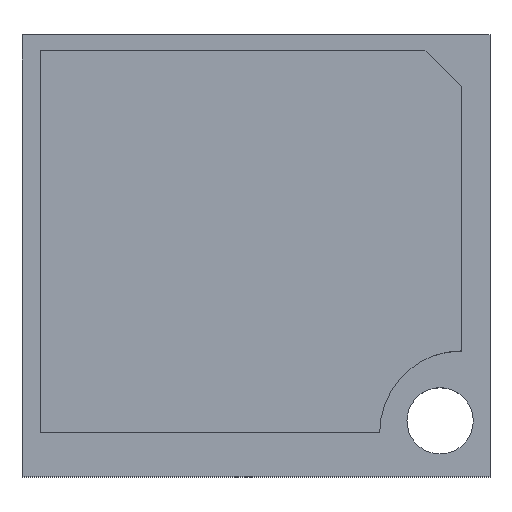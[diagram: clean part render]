
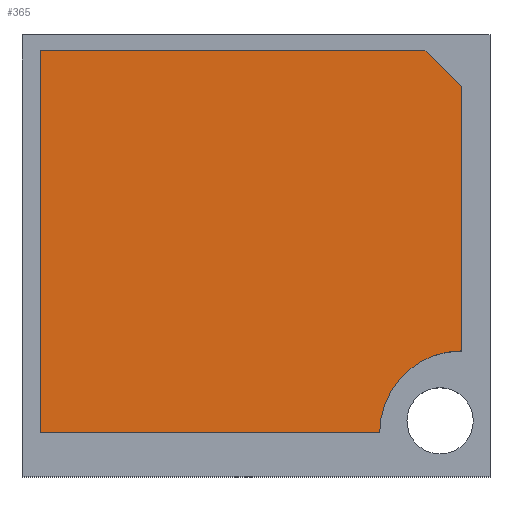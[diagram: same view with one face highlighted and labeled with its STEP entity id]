
A CAD part, top view. The second image highlights one B-rep face of the part: STEP entity #365.
In plain terms, the highlighted planar face has unit normal (0, 0, 1).
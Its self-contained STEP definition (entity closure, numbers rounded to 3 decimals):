
#5 = CARTESIAN_POINT ( 'NONE',  ( 15.5, 16.4, 5.5 ) ) ;
#8 = VECTOR ( 'NONE', #213, 1000. ) ;
#18 = CARTESIAN_POINT ( 'NONE',  ( 16.9, 15., 5.5 ) ) ;
#19 = DIRECTION ( 'NONE',  ( 0., -1., 0. ) ) ;
#23 = VERTEX_POINT ( 'NONE', #455 ) ;
#31 = CARTESIAN_POINT ( 'NONE',  ( 0.7, 1.7, 5.5 ) ) ;
#32 = AXIS2_PLACEMENT_3D ( 'NONE', #399, #283, #43 ) ;
#36 = EDGE_CURVE ( 'NONE', #453, #412, #363, .T. ) ;
#43 = DIRECTION ( 'NONE',  ( -1., 0., 0. ) ) ;
#51 = EDGE_CURVE ( 'NONE', #224, #115, #94, .T. ) ;
#59 = DIRECTION ( 'NONE',  ( -0.707, 0.707, 0. ) ) ;
#94 = LINE ( 'NONE', #369, #191 ) ;
#102 = EDGE_CURVE ( 'NONE', #444, #224, #135, .T. ) ;
#115 = VERTEX_POINT ( 'NONE', #168 ) ;
#135 = LINE ( 'NONE', #295, #513 ) ;
#138 = DIRECTION ( 'NONE',  ( 1., 0., 0. ) ) ;
#148 = CIRCLE ( 'NONE', #32, 3.143 ) ;
#161 = DIRECTION ( 'NONE',  ( -1., 0., 0. ) ) ;
#163 = LINE ( 'NONE', #5, #374 ) ;
#164 = ORIENTED_EDGE ( 'NONE', *, *, #102, .T. ) ;
#168 = CARTESIAN_POINT ( 'NONE',  ( 13.757, 1.7, 5.5 ) ) ;
#171 = CARTESIAN_POINT ( 'NONE',  ( 0.7, 16.4, 5.5 ) ) ;
#173 = CARTESIAN_POINT ( 'NONE',  ( 16.9, 4.843, 5.5 ) ) ;
#191 = VECTOR ( 'NONE', #138, 1000. ) ;
#200 = ORIENTED_EDGE ( 'NONE', *, *, #36, .T. ) ;
#213 = DIRECTION ( 'NONE',  ( 0., 1., 0. ) ) ;
#224 = VERTEX_POINT ( 'NONE', #31 ) ;
#227 = ORIENTED_EDGE ( 'NONE', *, *, #51, .T. ) ;
#249 = CARTESIAN_POINT ( 'NONE',  ( 16.9, 15., 5.5 ) ) ;
#276 = VECTOR ( 'NONE', #59, 1000. ) ;
#278 = DIRECTION ( 'NONE',  ( -1., 0., 0. ) ) ;
#283 = DIRECTION ( 'NONE',  ( 0., 0., -1. ) ) ;
#286 = FACE_OUTER_BOUND ( 'NONE', #310, .T. ) ;
#290 = EDGE_CURVE ( 'NONE', #23, #444, #163, .T. ) ;
#293 = CARTESIAN_POINT ( 'NONE',  ( 16.9, 4.843, 5.5 ) ) ;
#295 = CARTESIAN_POINT ( 'NONE',  ( 0.7, 16.4, 5.5 ) ) ;
#310 = EDGE_LOOP ( 'NONE', ( #480, #164, #227, #316, #200, #318 ) ) ;
#316 = ORIENTED_EDGE ( 'NONE', *, *, #352, .T. ) ;
#318 = ORIENTED_EDGE ( 'NONE', *, *, #460, .T. ) ;
#321 = AXIS2_PLACEMENT_3D ( 'NONE', #443, #489, #161 ) ;
#352 = EDGE_CURVE ( 'NONE', #115, #453, #148, .T. ) ;
#363 = LINE ( 'NONE', #293, #8 ) ;
#365 = ADVANCED_FACE ( 'NONE', ( #286 ), #441, .F. ) ;
#369 = CARTESIAN_POINT ( 'NONE',  ( 0.7, 1.7, 5.5 ) ) ;
#374 = VECTOR ( 'NONE', #278, 1000. ) ;
#399 = CARTESIAN_POINT ( 'NONE',  ( 16.9, 1.7, 5.5 ) ) ;
#412 = VERTEX_POINT ( 'NONE', #249 ) ;
#416 = LINE ( 'NONE', #18, #276 ) ;
#441 = PLANE ( 'NONE',  #321 ) ;
#443 = CARTESIAN_POINT ( 'NONE',  ( 16.9, 1.7, 5.5 ) ) ;
#444 = VERTEX_POINT ( 'NONE', #171 ) ;
#453 = VERTEX_POINT ( 'NONE', #173 ) ;
#455 = CARTESIAN_POINT ( 'NONE',  ( 15.5, 16.4, 5.5 ) ) ;
#460 = EDGE_CURVE ( 'NONE', #412, #23, #416, .T. ) ;
#480 = ORIENTED_EDGE ( 'NONE', *, *, #290, .T. ) ;
#489 = DIRECTION ( 'NONE',  ( 0., 0., -1. ) ) ;
#513 = VECTOR ( 'NONE', #19, 1000. ) ;
